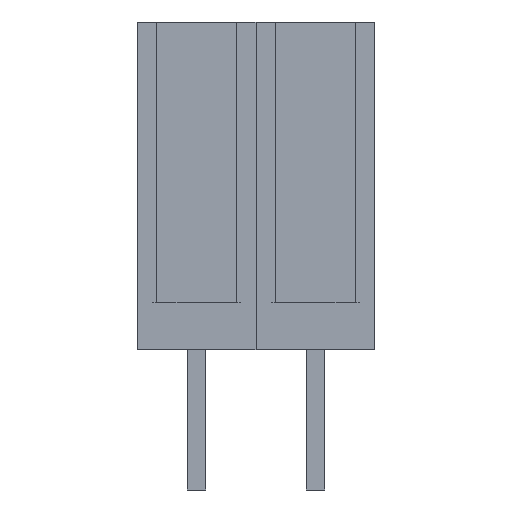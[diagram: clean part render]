
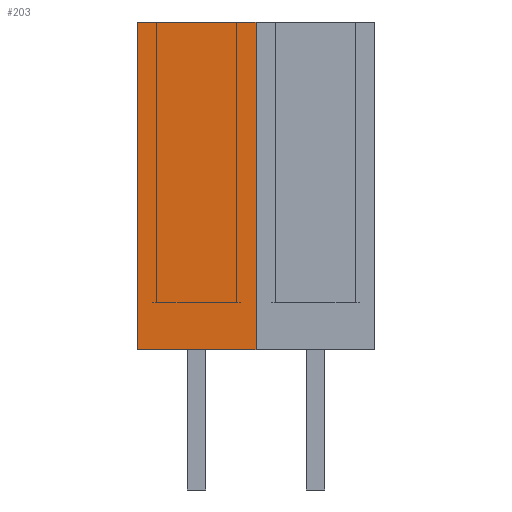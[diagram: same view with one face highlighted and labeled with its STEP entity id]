
A CAD part, front view. The second image highlights one B-rep face of the part: STEP entity #203.
In plain terms, the highlighted planar face has unit normal (0, -1, 0).
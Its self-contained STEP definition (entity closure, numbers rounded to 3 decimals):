
#13=DIRECTION('',(0.,0.,1.));
#14=DIRECTION('',(1.,0.,0.));
#179=EDGE_CURVE('',#180,#182,#184,.T.);
#180=VERTEX_POINT('',#181);
#181=CARTESIAN_POINT('',(-1.27,-1.271,0.));
#182=VERTEX_POINT('',#183);
#183=CARTESIAN_POINT('',(-1.27,-1.271,7.));
#184=LINE('',#181,#185);
#185=VECTOR('',#13,1.);
#192=DIRECTION('',(0.,1.,0.));
#203=ADVANCED_FACE('',(#204),#221,.F.);
#204=FACE_BOUND('',#205,.F.);
#205=EDGE_LOOP('',(#206,#212,#213,#218));
#206=ORIENTED_EDGE('',*,*,#207,.F.);
#207=EDGE_CURVE('',#180,#208,#210,.T.);
#208=VERTEX_POINT('',#209);
#209=CARTESIAN_POINT('',(1.27,-1.271,0.));
#210=LINE('',#181,#211);
#211=VECTOR('',#14,1.);
#212=ORIENTED_EDGE('',*,*,#179,.T.);
#213=ORIENTED_EDGE('',*,*,#214,.T.);
#214=EDGE_CURVE('',#182,#215,#217,.T.);
#215=VERTEX_POINT('',#216);
#216=CARTESIAN_POINT('',(1.27,-1.271,7.));
#217=LINE('',#183,#211);
#218=ORIENTED_EDGE('',*,*,#219,.F.);
#219=EDGE_CURVE('',#208,#215,#220,.T.);
#220=LINE('',#209,#185);
#221=PLANE('',#222);
#222=AXIS2_PLACEMENT_3D('',#181,#192,#13);
